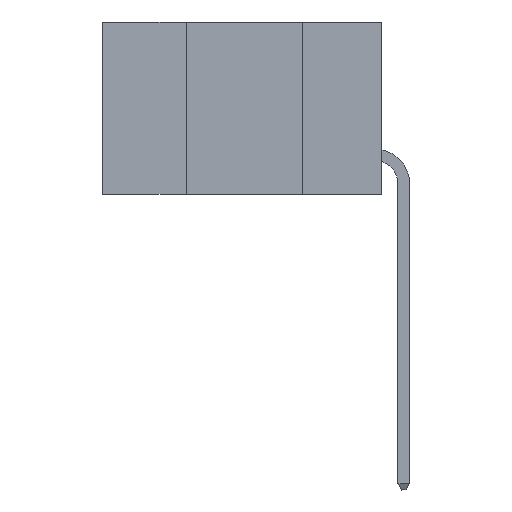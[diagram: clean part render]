
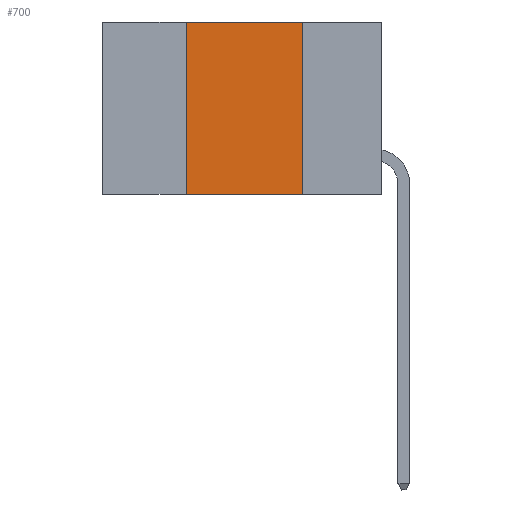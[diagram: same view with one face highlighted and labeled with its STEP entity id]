
A CAD part, left-side view. The second image highlights one B-rep face of the part: STEP entity #700.
In plain terms, the highlighted planar face has unit normal (-1, 0, 0).
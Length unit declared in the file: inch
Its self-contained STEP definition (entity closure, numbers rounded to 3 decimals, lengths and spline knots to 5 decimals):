
#131 = ORIENTED_EDGE ( 'NONE', *, *, #5241, .F. ) ;
#183 = AXIS2_PLACEMENT_3D ( 'NONE', #5051, #6613, #5129 ) ;
#345 = VECTOR ( 'NONE', #4212, 39.37008 ) ;
#396 = CARTESIAN_POINT ( 'NONE',  ( 0., 0.6, 0. ) ) ;
#486 = DIRECTION ( 'NONE',  ( 0., -1., 0. ) ) ;
#700 = ADVANCED_FACE ( 'NONE', ( #6208 ), #5089, .F. ) ;
#879 = VERTEX_POINT ( 'NONE', #9491 ) ;
#1341 = VECTOR ( 'NONE', #8077, 39.37008 ) ;
#1785 = LINE ( 'NONE', #396, #5976 ) ;
#2052 = DIRECTION ( 'NONE',  ( 0., -1., 0. ) ) ;
#2408 = ORIENTED_EDGE ( 'NONE', *, *, #7042, .F. ) ;
#2582 = ORIENTED_EDGE ( 'NONE', *, *, #7634, .T. ) ;
#3008 = EDGE_LOOP ( 'NONE', ( #131, #6500, #2408, #2582 ) ) ;
#3034 = CARTESIAN_POINT ( 'NONE',  ( 0., 0.42, 0. ) ) ;
#3299 = LINE ( 'NONE', #6622, #345 ) ;
#3481 = LINE ( 'NONE', #10483, #9867 ) ;
#4212 = DIRECTION ( 'NONE',  ( 0., 0., -1. ) ) ;
#4628 = CARTESIAN_POINT ( 'NONE',  ( 0., 0.42, 0. ) ) ;
#4665 = EDGE_CURVE ( 'NONE', #10711, #7612, #1785, .T. ) ;
#5051 = CARTESIAN_POINT ( 'NONE',  ( 0., 0.6, 0. ) ) ;
#5089 = PLANE ( 'NONE',  #183 ) ;
#5129 = DIRECTION ( 'NONE',  ( 0., 0., -1. ) ) ;
#5241 = EDGE_CURVE ( 'NONE', #7612, #879, #3299, .T. ) ;
#5976 = VECTOR ( 'NONE', #2052, 39.37008 ) ;
#6208 = FACE_OUTER_BOUND ( 'NONE', #3008, .T. ) ;
#6500 = ORIENTED_EDGE ( 'NONE', *, *, #4665, .F. ) ;
#6613 = DIRECTION ( 'NONE',  ( 1., 0., 0. ) ) ;
#6622 = CARTESIAN_POINT ( 'NONE',  ( 0., 0.17, 0. ) ) ;
#7042 = EDGE_CURVE ( 'NONE', #7445, #10711, #9460, .T. ) ;
#7445 = VERTEX_POINT ( 'NONE', #10259 ) ;
#7612 = VERTEX_POINT ( 'NONE', #8002 ) ;
#7634 = EDGE_CURVE ( 'NONE', #7445, #879, #3481, .T. ) ;
#8002 = CARTESIAN_POINT ( 'NONE',  ( 0., 0.17, 0. ) ) ;
#8077 = DIRECTION ( 'NONE',  ( 0., 0., 1. ) ) ;
#9460 = LINE ( 'NONE', #3034, #1341 ) ;
#9491 = CARTESIAN_POINT ( 'NONE',  ( 0., 0.17, -0.37 ) ) ;
#9867 = VECTOR ( 'NONE', #486, 39.37008 ) ;
#10259 = CARTESIAN_POINT ( 'NONE',  ( 0., 0.42, -0.37 ) ) ;
#10483 = CARTESIAN_POINT ( 'NONE',  ( 0., 0.6, -0.37 ) ) ;
#10711 = VERTEX_POINT ( 'NONE', #4628 ) ;
